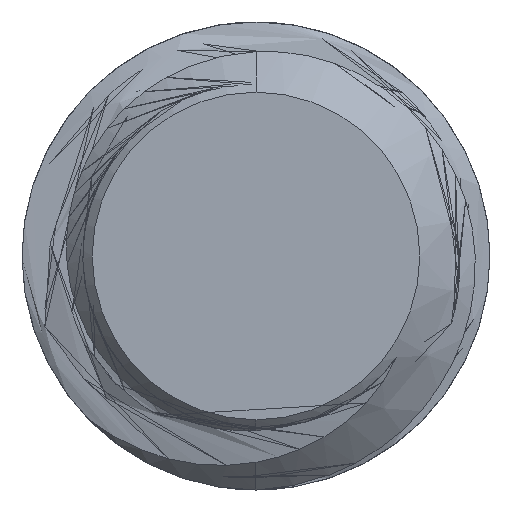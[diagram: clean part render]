
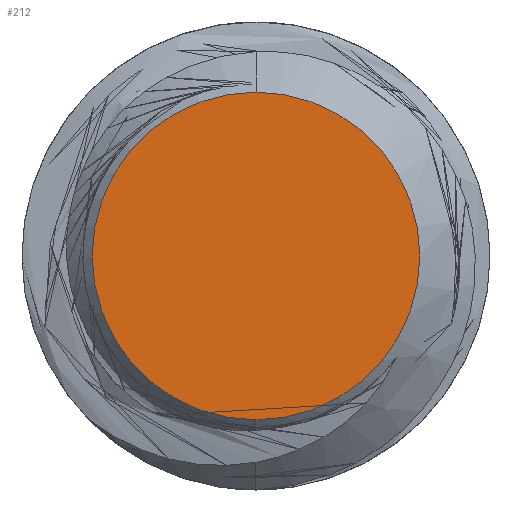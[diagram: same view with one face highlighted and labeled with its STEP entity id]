
A CAD part, left-side view. The second image highlights one B-rep face of the part: STEP entity #212.
In plain terms, the highlighted planar face has unit normal (-1, 0, 0).
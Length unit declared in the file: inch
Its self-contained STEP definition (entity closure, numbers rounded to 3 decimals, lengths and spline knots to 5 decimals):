
#212 = ADVANCED_FACE ( 'NONE', ( #13648 ), #16808, .F. ) ;
#1812 = CARTESIAN_POINT ( 'NONE',  ( -1.5, 0., -0.04375 ) ) ;
#3655 = CARTESIAN_POINT ( 'NONE',  ( -1.5, 0., 0. ) ) ;
#3656 = DIRECTION ( 'NONE',  ( -1., 0., 0. ) ) ;
#3657 = DIRECTION ( 'NONE',  ( 0., 0., -1. ) ) ;
#3658 = CARTESIAN_POINT ( 'NONE',  ( -1.5, 0., 0. ) ) ;
#3661 = DIRECTION ( 'NONE',  ( -1., 0., 0. ) ) ;
#3662 = DIRECTION ( 'NONE',  ( 0., 0., -1. ) ) ;
#5775 = CIRCLE ( 'NONE', #11596, 0.04375 ) ;
#5782 = CIRCLE ( 'NONE', #11599, 0.04375 ) ;
#11371 = AXIS2_PLACEMENT_3D ( 'NONE', #16869, #16780, #16763 ) ;
#11596 = AXIS2_PLACEMENT_3D ( 'NONE', #3655, #3656, #3657 ) ;
#11599 = AXIS2_PLACEMENT_3D ( 'NONE', #3658, #3661, #3662 ) ;
#12183 = ORIENTED_EDGE ( 'NONE', *, *, #19160, .T. ) ;
#12190 = ORIENTED_EDGE ( 'NONE', *, *, #19158, .T. ) ;
#13648 = FACE_OUTER_BOUND ( 'NONE', #13843, .T. ) ;
#13843 = EDGE_LOOP ( 'NONE', ( #12190, #12183 ) ) ;
#16763 = DIRECTION ( 'NONE',  ( 0., 0., -1. ) ) ;
#16780 = DIRECTION ( 'NONE',  ( 1., 0., 0. ) ) ;
#16808 = PLANE ( 'NONE',  #11371 ) ;
#16869 = CARTESIAN_POINT ( 'NONE',  ( -1.5, 0., 0. ) ) ;
#17609 = CARTESIAN_POINT ( 'NONE',  ( -1.5, 0., 0.04375 ) ) ;
#19158 = EDGE_CURVE ( 'NONE', #22463, #22464, #5775, .T. ) ;
#19160 = EDGE_CURVE ( 'NONE', #22464, #22463, #5782, .T. ) ;
#22463 = VERTEX_POINT ( 'NONE', #1812 ) ;
#22464 = VERTEX_POINT ( 'NONE', #17609 ) ;
